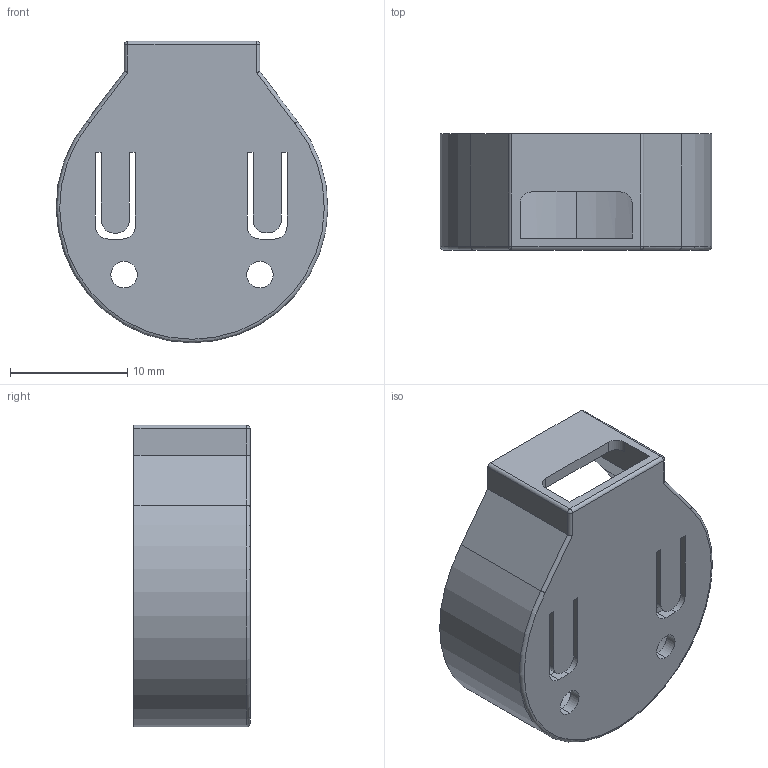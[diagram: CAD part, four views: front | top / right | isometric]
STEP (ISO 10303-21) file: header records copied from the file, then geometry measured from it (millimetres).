
FILE_DESCRIPTION (( 'STEP AP203' ), '1' );
FILE_NAME ('褲极9.10.STEP', '2024-09-10T03:44:30', ( '' ), ( '' ), 'SwSTEP 2.0', 'SolidWorks 2017', '' );
FILE_SCHEMA (( 'CONFIG_CONTROL_DESIGN' ));
Length unit declared in the file: millimetre
Products named in the file (1): 褲极9.10
Bounding box: 23.17 x 9.9 x 25.72 mm (x, y, z)
Volume: 1133.4 mm3; surface area: 2342.7 mm2
Topology: 1 solids, 1 shells, 68 faces, 185 edges, 118 vertices
Faces by surface type: plane 36, cylinder 29, sphere 2, torus 1
Entity records: 2231 total; most frequent: CARTESIAN_POINT 386, DIRECTION 374, ORIENTED_EDGE 366, EDGE_CURVE 183, AXIS2_PLACEMENT_3D 126, VECTOR 122, LINE 122, VERTEX_POINT 118
